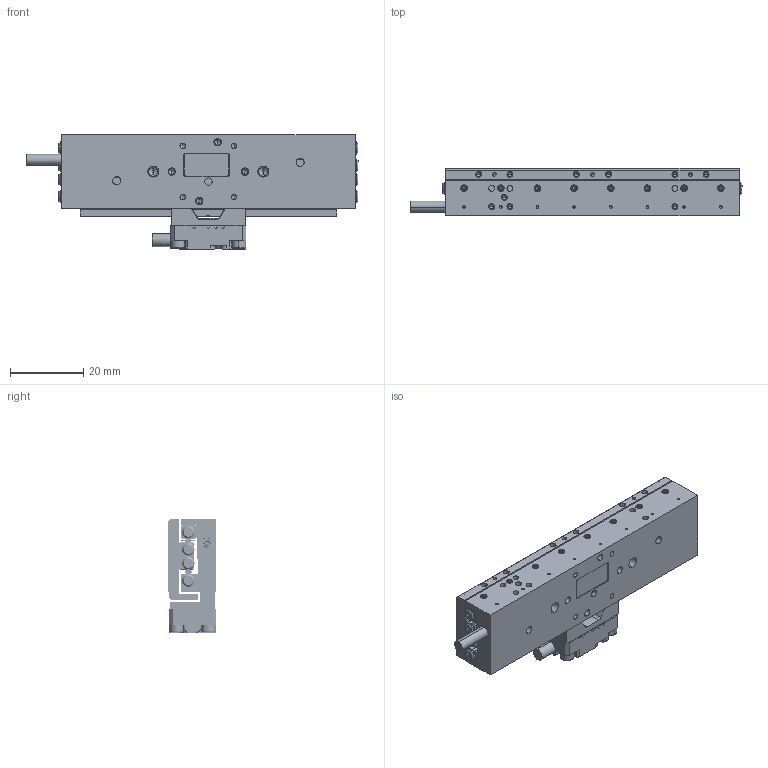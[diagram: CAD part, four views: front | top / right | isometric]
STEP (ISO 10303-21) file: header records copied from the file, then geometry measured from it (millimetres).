
FILE_DESCRIPTION (( 'STEP AP214' ), '1' );
FILE_NAME ('PPS-20-152X0.STEP', '2023-08-07T18:54:18', ( '' ), ( '' ), 'SwSTEP 2.0', 'SolidWorks 2023', '' );
FILE_SCHEMA (( 'AUTOMOTIVE_DESIGN' ));
Length unit declared in the file: millimetre
Products named in the file (18): 130160 Bearing, NB, Slide Way, SVW 1000_SVW 1080-22Z Custom (Rigid at Center); SCREW, MS-PFH, M-DIN_M2 x 0.4 x 05mm; SCREW, SHCS-S, M-DIN_M2 x 0.4 x 06mm; Dowel Pin, M-DIN_M01 x 004; PPS-20, Scale Bracket, Renishaw Atom, RCLC, RKLF, Master Part_70mm; PPS-20, Carriage, Master Part_80mm; SCREW, SHCS-S, M-DIN_M1.6 x 0.35 x 06mm; 110212 Encoder Head, Renishaw Atom, Atmospheric_Demo; PPS-20, Back Cover, Master Part; 431420 PPS-20, Encoder Bracket, Renishaw Atom, RKLF, Tape Scale; NB Slide Way SVW 1000 Cage_SVW 1080-22Z Custom; SCREW, MS-PPH, M-JCIS_M1.6 x 0.35 x 4mm; NB Slide Way SVW 1000 Center Way_SVW 1080; PPS-20-152X0; PPS-20, Base, Master Part_L80, No Ears; Set Screw, Cup-H, E-ASME_E1-72 x 1''16; Cooner Black Cable_L40; NB Slide Way SVW 1000 Rail_SVW 1080
Assembly tree (55 placements, depth 3):
  PPS-20-152X0
    PPS-20, Base, Master Part_L80, No Ears
    PPS-20, Back Cover, Master Part
    Cooner Black Cable_L40
    PPS-20, Carriage, Master Part_80mm
    SCREW, MS-PFH, M-DIN_M2 x 0.4 x 05mm  x8
    130160 Bearing, NB, Slide Way, SVW 1000_SVW 1080-22Z Custom (Rigid at Center)
      NB Slide Way SVW 1000 Rail_SVW 1080  x2
      NB Slide Way SVW 1000 Center Way_SVW 1080
      NB Slide Way SVW 1000 Cage_SVW 1080-22Z Custom  x2
    Set Screw, Cup-H, E-ASME_E1-72 x 1''16  x8
    SCREW, MS-PPH, M-JCIS_M1.6 x 0.35 x 4mm  x19
    SCREW, SHCS-S, M-DIN_M1.6 x 0.35 x 06mm  x2
    SCREW, SHCS-S, M-DIN_M2 x 0.4 x 06mm  x3
    Dowel Pin, M-DIN_M01 x 004  x2
    110212 Encoder Head, Renishaw Atom, Atmospheric_Demo
    431420 PPS-20, Encoder Bracket, Renishaw Atom, RKLF, Tape Scale
    PPS-20, Scale Bracket, Renishaw Atom, RCLC, RKLF, Master Part_70mm
Bounding box: 90.55 x 13 x 31.15 mm (x, y, z)
Volume: 20610.9 mm3; surface area: 25606.8 mm2
Topology: 67 solids, 67 shells, 2891 faces, 7214 edges, 4450 vertices
Faces by surface type: plane 1204, cylinder 925, cone 546, torus 154, bspline 62
Entity records: 92271 total; most frequent: CARTESIAN_POINT 56034, DIRECTION 7398, ORIENTED_EDGE 7324, EDGE_CURVE 3662, AXIS2_PLACEMENT_3D 2718, VERTEX_POINT 2358, LINE 1962, VECTOR 1962
